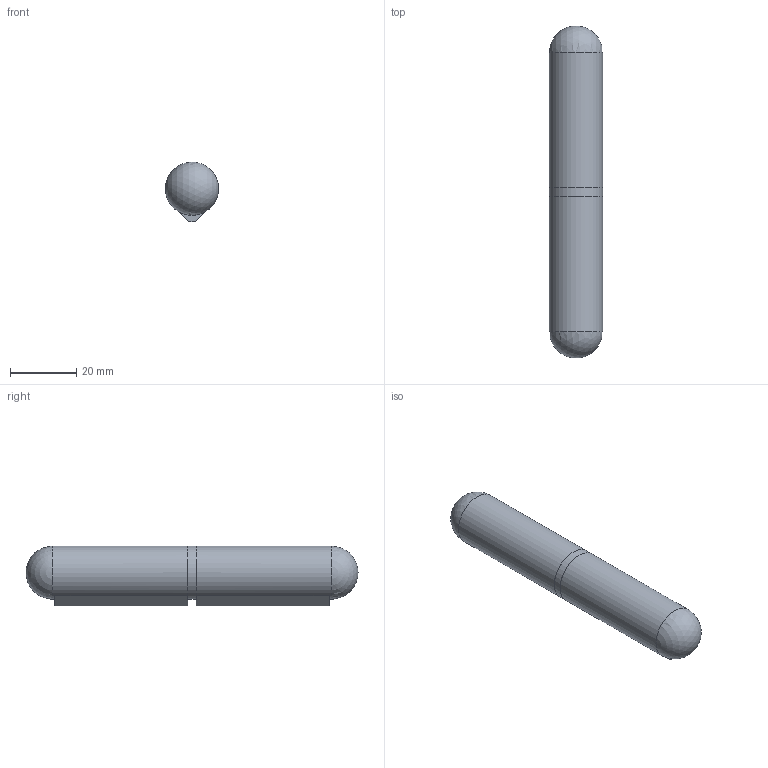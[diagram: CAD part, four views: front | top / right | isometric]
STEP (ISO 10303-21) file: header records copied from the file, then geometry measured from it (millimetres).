
FILE_DESCRIPTION (( 'STEP AP203' ), '1' );
FILE_NAME ('56500-240.STEP', '2023-12-19T14:03:52', ( '' ), ( '' ), 'SwSTEP 2.0', 'SolidWorks 2018', '' );
FILE_SCHEMA (( 'CONFIG_CONTROL_DESIGN' ));
Length unit declared in the file: millimetre
Products named in the file (4): 56500-240 Teil3_56500-240 Teil3; 56500-240 Teil1_56500-240 Teil1; 56500-240; 56500-240 Teil2_56500-240 Teil2
Assembly tree (3 placements, depth 2):
  56500-240
    56500-240 Teil2_56500-240 Teil2
    56500-240 Teil1_56500-240 Teil1
    56500-240 Teil3_56500-240 Teil3
Bounding box: 16 x 99.88 x 18 mm (x, y, z)
Volume: 19212.9 mm3; surface area: 7729.7 mm2
Topology: 3 solids, 3 shells, 245 faces, 649 edges, 431 vertices
Faces by surface type: plane 130, bspline 106, cylinder 6, sphere 3
Full cylindrical faces by diameter (mm): 10 x1, 10.2 x1, 10.4 x1, 16 x3
Entity records: 13982 total; most frequent: CARTESIAN_POINT 8311, ORIENTED_EDGE 1256, DIRECTION 720, EDGE_CURVE 628, VERTEX_POINT 422, LINE 402, VECTOR 402, EDGE_LOOP 280
